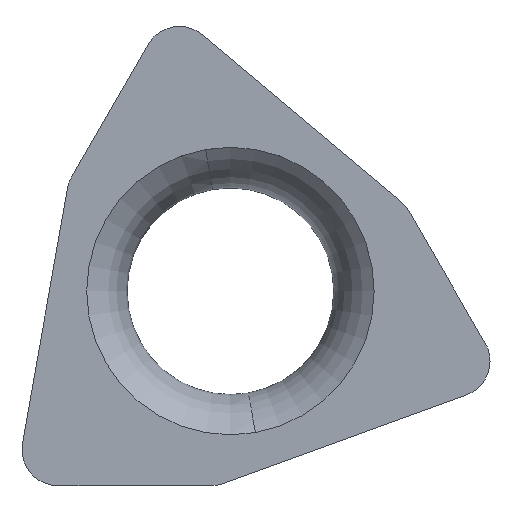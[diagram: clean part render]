
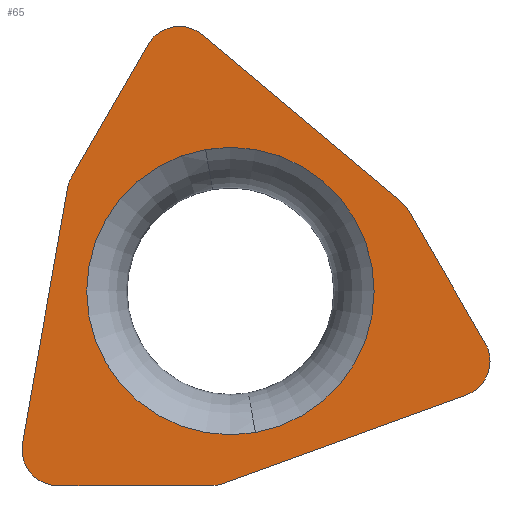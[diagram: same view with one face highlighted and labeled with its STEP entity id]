
A CAD part, top view. The second image highlights one B-rep face of the part: STEP entity #65.
In plain terms, the highlighted planar face has unit normal (0, 0, 1).
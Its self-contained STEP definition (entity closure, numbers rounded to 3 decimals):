
#65=ADVANCED_FACE('',(#93,#94),#85,.T.);
#85=PLANE('',#540);
#93=FACE_BOUND('',#97,.T.);
#94=FACE_BOUND('',#98,.T.);
#97=EDGE_LOOP('',(#119,#120,#121,#122,#123,#124,#125,#126,#127,#128,#129,
#130,#131,#132));
#98=EDGE_LOOP('',(#133,#134));
#119=ORIENTED_EDGE('',*,*,#263,.F.);
#120=ORIENTED_EDGE('',*,*,#264,.F.);
#121=ORIENTED_EDGE('',*,*,#265,.F.);
#122=ORIENTED_EDGE('',*,*,#266,.F.);
#123=ORIENTED_EDGE('',*,*,#267,.F.);
#124=ORIENTED_EDGE('',*,*,#268,.F.);
#125=ORIENTED_EDGE('',*,*,#269,.F.);
#126=ORIENTED_EDGE('',*,*,#270,.F.);
#127=ORIENTED_EDGE('',*,*,#271,.F.);
#128=ORIENTED_EDGE('',*,*,#272,.F.);
#129=ORIENTED_EDGE('',*,*,#273,.F.);
#130=ORIENTED_EDGE('',*,*,#274,.F.);
#131=ORIENTED_EDGE('',*,*,#275,.F.);
#132=ORIENTED_EDGE('',*,*,#276,.F.);
#133=ORIENTED_EDGE('',*,*,#277,.F.);
#134=ORIENTED_EDGE('',*,*,#278,.F.);
#227=VERTEX_POINT('',#747);
#228=VERTEX_POINT('',#748);
#229=VERTEX_POINT('',#750);
#230=VERTEX_POINT('',#752);
#231=VERTEX_POINT('',#754);
#232=VERTEX_POINT('',#756);
#233=VERTEX_POINT('',#758);
#234=VERTEX_POINT('',#760);
#235=VERTEX_POINT('',#762);
#236=VERTEX_POINT('',#764);
#237=VERTEX_POINT('',#766);
#238=VERTEX_POINT('',#768);
#239=VERTEX_POINT('',#770);
#240=VERTEX_POINT('',#772);
#241=VERTEX_POINT('',#775);
#242=VERTEX_POINT('',#776);
#263=EDGE_CURVE('',#227,#228,#327,.T.);
#264=EDGE_CURVE('',#229,#227,#407,.T.);
#265=EDGE_CURVE('',#230,#229,#328,.T.);
#266=EDGE_CURVE('',#231,#230,#408,.T.);
#267=EDGE_CURVE('',#232,#231,#329,.T.);
#268=EDGE_CURVE('',#233,#232,#330,.T.);
#269=EDGE_CURVE('',#234,#233,#409,.T.);
#270=EDGE_CURVE('',#235,#234,#331,.T.);
#271=EDGE_CURVE('',#236,#235,#410,.T.);
#272=EDGE_CURVE('',#237,#236,#332,.T.);
#273=EDGE_CURVE('',#238,#237,#333,.T.);
#274=EDGE_CURVE('',#239,#238,#411,.T.);
#275=EDGE_CURVE('',#240,#239,#334,.T.);
#276=EDGE_CURVE('',#228,#240,#412,.T.);
#277=EDGE_CURVE('',#241,#242,#335,.T.);
#278=EDGE_CURVE('',#242,#241,#336,.T.);
#327=CIRCLE('',#530,0.4);
#328=CIRCLE('',#531,0.4);
#329=CIRCLE('',#532,0.4);
#330=CIRCLE('',#533,0.4);
#331=CIRCLE('',#534,0.4);
#332=CIRCLE('',#535,0.4);
#333=CIRCLE('',#536,0.4);
#334=CIRCLE('',#537,0.4);
#335=CIRCLE('',#538,1.6);
#336=CIRCLE('',#539,1.6);
#407=LINE('',#749,#441);
#408=LINE('',#753,#442);
#409=LINE('',#759,#443);
#410=LINE('',#763,#444);
#411=LINE('',#769,#445);
#412=LINE('',#773,#446);
#441=VECTOR('',#608,1.);
#442=VECTOR('',#611,1.);
#443=VECTOR('',#616,1.);
#444=VECTOR('',#619,1.);
#445=VECTOR('',#624,1.);
#446=VECTOR('',#627,1.);
#530=AXIS2_PLACEMENT_3D('',#746,#606,#607);
#531=AXIS2_PLACEMENT_3D('',#751,#609,#610);
#532=AXIS2_PLACEMENT_3D('',#755,#612,#613);
#533=AXIS2_PLACEMENT_3D('',#757,#614,#615);
#534=AXIS2_PLACEMENT_3D('',#761,#617,#618);
#535=AXIS2_PLACEMENT_3D('',#765,#620,#621);
#536=AXIS2_PLACEMENT_3D('',#767,#622,#623);
#537=AXIS2_PLACEMENT_3D('',#771,#625,#626);
#538=AXIS2_PLACEMENT_3D('',#774,#628,#629);
#539=AXIS2_PLACEMENT_3D('',#777,#630,#631);
#540=AXIS2_PLACEMENT_3D('',#778,#632,#633);
#606=DIRECTION('',(0.,0.,-1.));
#607=DIRECTION('',(-0.866,0.5,0.));
#608=DIRECTION('',(0.5,0.866,0.));
#609=DIRECTION('',(0.,0.,-1.));
#610=DIRECTION('',(-0.985,0.174,0.));
#611=DIRECTION('',(0.174,0.985,0.));
#612=DIRECTION('',(0.,0.,-1.));
#613=DIRECTION('',(-0.985,-0.174,0.));
#614=DIRECTION('',(0.,0.,-1.));
#615=DIRECTION('',(0.,-1.,0.));
#616=DIRECTION('',(-1.,0.,0.));
#617=DIRECTION('',(0.,0.,-1.));
#618=DIRECTION('',(0.342,-0.94,0.));
#619=DIRECTION('',(-0.94,-0.342,0.));
#620=DIRECTION('',(0.,0.,-1.));
#621=DIRECTION('',(0.985,0.174,0.));
#622=DIRECTION('',(0.,0.,-1.));
#623=DIRECTION('',(0.866,0.5,0.));
#624=DIRECTION('',(0.5,-0.866,0.));
#625=DIRECTION('',(0.,0.,-1.));
#626=DIRECTION('',(0.643,0.766,0.));
#627=DIRECTION('',(0.766,-0.643,0.));
#628=DIRECTION('',(0.,0.,1.));
#629=DIRECTION('',(-0.174,0.985,0.));
#630=DIRECTION('',(0.,0.,1.));
#631=DIRECTION('',(0.174,-0.985,0.));
#632=DIRECTION('',(0.,0.,1.));
#633=DIRECTION('',(-0.985,-0.174,0.));
#746=CARTESIAN_POINT('',(-0.569,2.547,0.));
#747=CARTESIAN_POINT('',(-0.915,2.747,0.));
#748=CARTESIAN_POINT('',(-0.312,2.853,0.));
#749=CARTESIAN_POINT('',(-1.767,1.272,0.));
#750=CARTESIAN_POINT('',(-1.767,1.272,0.));
#751=CARTESIAN_POINT('',(-1.42,1.072,0.));
#752=CARTESIAN_POINT('',(-1.814,1.141,0.));
#753=CARTESIAN_POINT('',(-2.315,-1.697,0.));
#754=CARTESIAN_POINT('',(-2.315,-1.697,0.));
#755=CARTESIAN_POINT('',(-1.921,-1.766,0.));
#756=CARTESIAN_POINT('',(-2.315,-1.835,0.));
#757=CARTESIAN_POINT('',(-1.921,-1.766,0.));
#758=CARTESIAN_POINT('',(-1.921,-2.166,0.));
#759=CARTESIAN_POINT('',(-0.218,-2.166,0.));
#760=CARTESIAN_POINT('',(-0.218,-2.166,0.));
#761=CARTESIAN_POINT('',(-0.218,-1.766,0.));
#762=CARTESIAN_POINT('',(-0.081,-2.142,0.));
#763=CARTESIAN_POINT('',(2.627,-1.156,0.));
#764=CARTESIAN_POINT('',(2.627,-1.156,0.));
#765=CARTESIAN_POINT('',(2.49,-0.781,0.));
#766=CARTESIAN_POINT('',(2.884,-0.711,0.));
#767=CARTESIAN_POINT('',(2.49,-0.781,0.));
#768=CARTESIAN_POINT('',(2.836,-0.581,0.));
#769=CARTESIAN_POINT('',(1.985,0.894,0.));
#770=CARTESIAN_POINT('',(1.985,0.894,0.));
#771=CARTESIAN_POINT('',(1.638,0.694,0.));
#772=CARTESIAN_POINT('',(1.895,1.001,0.));
#773=CARTESIAN_POINT('',(-0.312,2.853,0.));
#774=CARTESIAN_POINT('',(0.,0.,0.));
#775=CARTESIAN_POINT('',(-0.278,1.576,0.));
#776=CARTESIAN_POINT('',(0.278,-1.576,0.));
#777=CARTESIAN_POINT('',(0.,0.,0.));
#778=CARTESIAN_POINT('',(0.,0.,0.));
